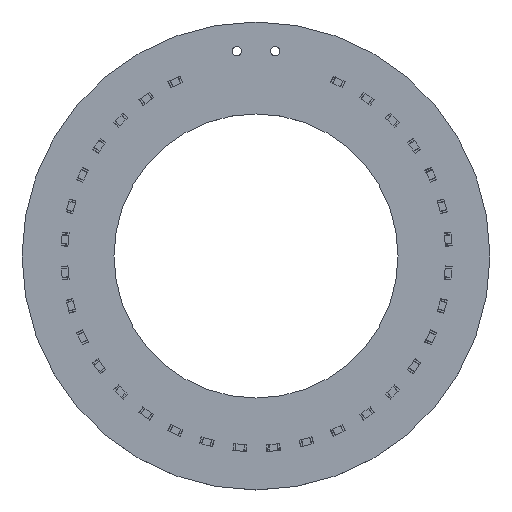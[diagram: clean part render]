
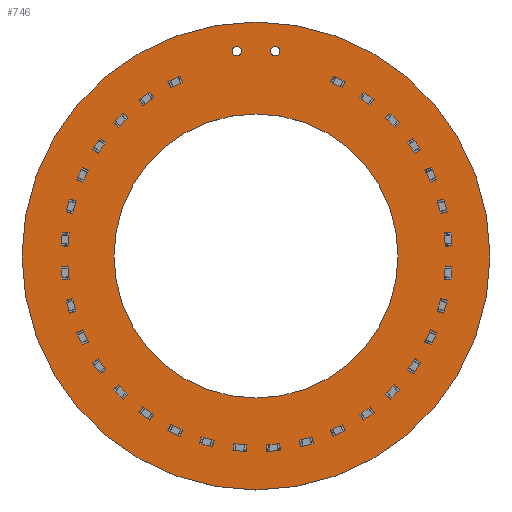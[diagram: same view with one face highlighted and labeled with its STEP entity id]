
A CAD part, top view. The second image highlights one B-rep face of the part: STEP entity #746.
In plain terms, the highlighted planar face has unit normal (0, 0, 1).
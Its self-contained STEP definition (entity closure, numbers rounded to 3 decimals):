
#14=FACE_BOUND('',#259,.T.);
#15=FACE_BOUND('',#260,.T.);
#16=FACE_BOUND('',#261,.T.);
#188=CIRCLE('',#824,28.);
#192=CIRCLE('',#830,17.);
#193=CIRCLE('',#831,0.55);
#194=CIRCLE('',#832,0.55);
#223=FACE_OUTER_BOUND('',#258,.T.);
#258=EDGE_LOOP('',(#653));
#259=EDGE_LOOP('',(#654));
#260=EDGE_LOOP('',(#655));
#261=EDGE_LOOP('',(#656));
#422=VERTEX_POINT('',#1259);
#426=VERTEX_POINT('',#1270);
#427=VERTEX_POINT('',#1272);
#428=VERTEX_POINT('',#1274);
#499=EDGE_CURVE('',#422,#422,#188,.T.);
#503=EDGE_CURVE('',#426,#426,#192,.T.);
#504=EDGE_CURVE('',#427,#427,#193,.T.);
#505=EDGE_CURVE('',#428,#428,#194,.T.);
#653=ORIENTED_EDGE('',*,*,#499,.T.);
#654=ORIENTED_EDGE('',*,*,#503,.F.);
#655=ORIENTED_EDGE('',*,*,#504,.T.);
#656=ORIENTED_EDGE('',*,*,#505,.T.);
#688=PLANE('',#829);
#746=ADVANCED_FACE('',(#223,#14,#15,#16),#688,.T.);
#824=AXIS2_PLACEMENT_3D('',#1261,#1020,#1021);
#829=AXIS2_PLACEMENT_3D('',#1269,#1030,#1031);
#830=AXIS2_PLACEMENT_3D('',#1271,#1032,#1033);
#831=AXIS2_PLACEMENT_3D('',#1273,#1034,#1035);
#832=AXIS2_PLACEMENT_3D('',#1275,#1036,#1037);
#1020=DIRECTION('center_axis',(0.,0.,1.));
#1021=DIRECTION('ref_axis',(1.,0.,0.));
#1030=DIRECTION('center_axis',(0.,0.,1.));
#1031=DIRECTION('ref_axis',(1.,0.,0.));
#1032=DIRECTION('center_axis',(0.,0.,1.));
#1033=DIRECTION('ref_axis',(1.,0.,0.));
#1034=DIRECTION('center_axis',(0.,0.,-1.));
#1035=DIRECTION('ref_axis',(0.,-1.,0.));
#1036=DIRECTION('center_axis',(0.,0.,-1.));
#1037=DIRECTION('ref_axis',(0.,-1.,0.));
#1259=CARTESIAN_POINT('',(-28.,0.,1.6));
#1261=CARTESIAN_POINT('Origin',(0.,0.,1.6));
#1269=CARTESIAN_POINT('Origin',(0.,0.,1.6));
#1270=CARTESIAN_POINT('',(-17.,0.,1.6));
#1271=CARTESIAN_POINT('Origin',(0.,0.,1.6));
#1272=CARTESIAN_POINT('',(-2.3,25.05,1.6));
#1273=CARTESIAN_POINT('Origin',(-2.3,24.5,1.6));
#1274=CARTESIAN_POINT('',(2.3,25.05,1.6));
#1275=CARTESIAN_POINT('Origin',(2.3,24.5,1.6));
